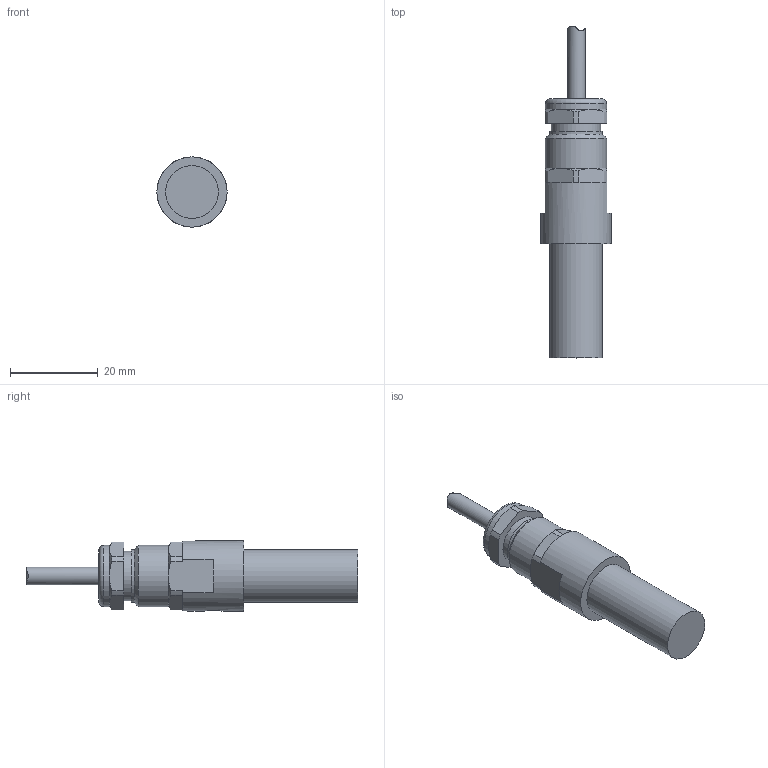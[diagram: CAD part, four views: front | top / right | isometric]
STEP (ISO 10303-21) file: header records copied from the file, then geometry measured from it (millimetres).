
FILE_DESCRIPTION(/* description */ (''),/* implementation_level */ '2;1');
FILE_NAME(/* name */ 'IA0117_Shrinkwrap_1.stp',/* time_stamp */ '2022-06-15T08:26:36+02:00',/* author */ ('Krieger Anja'),/* organization */ (''),/* preprocessor_version */ 'ST-DEVELOPER v18.1',/* originating_system */ 'Autodesk Inventor 2021',/* authorisation */ '');
FILE_SCHEMA (('AUTOMOTIVE_DESIGN { 1 0 10303 214 3 1 1 }'));
Length unit declared in the file: millimetre
Products named in the file (1): IA0117_Shrinkwrap_1
Bounding box: 16 x 75.67 x 16 mm (x, y, z)
Volume: 5324.3 mm3; surface area: 4999.1 mm2
Topology: 2 solids, 2 shells, 79 faces, 179 edges, 115 vertices
Faces by surface type: plane 32, cylinder 31, cone 15, torus 1
Full cylindrical faces by diameter (mm): 4 x1, 6 x1, 7.2 x1, 8.4 x1, 9.6 x1, 11.2 x1, 11.92 x1, 12 x2, 13.92 x2, 16 x1
Entity records: 2477 total; most frequent: CARTESIAN_POINT 572, DIRECTION 380, ORIENTED_EDGE 358, EDGE_CURVE 179, AXIS2_PLACEMENT_3D 159, VERTEX_POINT 115, EDGE_LOOP 90, STYLED_ITEM 81
